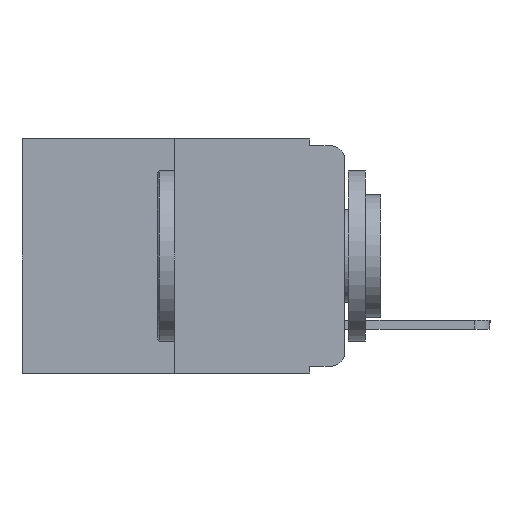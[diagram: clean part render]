
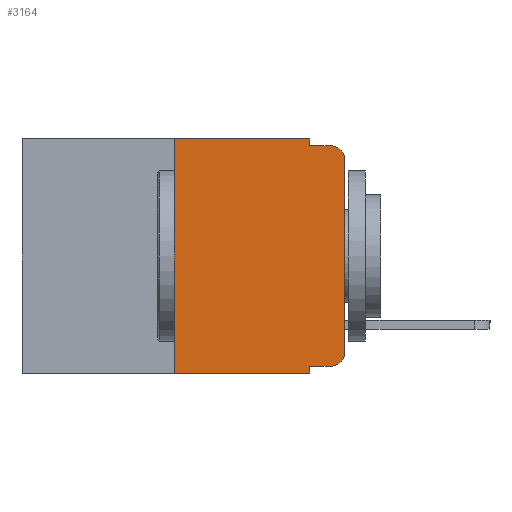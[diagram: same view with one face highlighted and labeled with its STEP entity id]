
A CAD part, left-side view. The second image highlights one B-rep face of the part: STEP entity #3164.
In plain terms, the highlighted planar face has unit normal (-1, 0, 0).
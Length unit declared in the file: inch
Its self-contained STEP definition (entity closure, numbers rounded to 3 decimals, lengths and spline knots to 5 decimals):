
#93 = CARTESIAN_POINT ( 'NONE',  ( 0., 0.02, -0.01 ) ) ;
#196 = ORIENTED_EDGE ( 'NONE', *, *, #5923, .T. ) ;
#318 = AXIS2_PLACEMENT_3D ( 'NONE', #14624, #2472, #12220 ) ;
#646 = VERTEX_POINT ( 'NONE', #13366 ) ;
#727 = EDGE_CURVE ( 'NONE', #14165, #10429, #13755, .T. ) ;
#793 = CARTESIAN_POINT ( 'NONE',  ( 0., 0.02, -0.313 ) ) ;
#982 = VERTEX_POINT ( 'NONE', #93 ) ;
#1089 = VERTEX_POINT ( 'NONE', #2808 ) ;
#1095 = DIRECTION ( 'NONE',  ( 0., 0., -1. ) ) ;
#1435 = VERTEX_POINT ( 'NONE', #3612 ) ;
#1627 = DIRECTION ( 'NONE',  ( 0., 0., 1. ) ) ;
#1702 = LINE ( 'NONE', #6749, #3229 ) ;
#1738 = EDGE_CURVE ( 'NONE', #1089, #11466, #5884, .T. ) ;
#1766 = AXIS2_PLACEMENT_3D ( 'NONE', #793, #11814, #15233 ) ;
#2047 = ORIENTED_EDGE ( 'NONE', *, *, #6533, .F. ) ;
#2075 = DIRECTION ( 'NONE',  ( 0., 0., -1. ) ) ;
#2416 = CARTESIAN_POINT ( 'NONE',  ( 0., 0.25, 0. ) ) ;
#2443 = ORIENTED_EDGE ( 'NONE', *, *, #7615, .F. ) ;
#2472 = DIRECTION ( 'NONE',  ( -1., 0., 0. ) ) ;
#2808 = CARTESIAN_POINT ( 'NONE',  ( 0., 0.051, 0. ) ) ;
#3064 = DIRECTION ( 'NONE',  ( 0., -1., 0. ) ) ;
#3164 = ADVANCED_FACE ( 'NONE', ( #9532 ), #10719, .F. ) ;
#3229 = VECTOR ( 'NONE', #12563, 39.37008 ) ;
#3396 = LINE ( 'NONE', #13185, #3533 ) ;
#3448 = LINE ( 'NONE', #9644, #11914 ) ;
#3533 = VECTOR ( 'NONE', #14465, 39.37008 ) ;
#3573 = CARTESIAN_POINT ( 'NONE',  ( 0., 0., -0.03 ) ) ;
#3612 = CARTESIAN_POINT ( 'NONE',  ( 0., 0.25, -0.343 ) ) ;
#4454 = VERTEX_POINT ( 'NONE', #14645 ) ;
#4606 = CARTESIAN_POINT ( 'NONE',  ( 0., 0.473, 0. ) ) ;
#4725 = CARTESIAN_POINT ( 'NONE',  ( 0., 0.051, -0.343 ) ) ;
#4767 = EDGE_CURVE ( 'NONE', #1435, #13073, #3448, .T. ) ;
#5014 = EDGE_CURVE ( 'NONE', #13073, #1089, #11472, .T. ) ;
#5027 = ORIENTED_EDGE ( 'NONE', *, *, #9333, .T. ) ;
#5034 = VECTOR ( 'NONE', #2075, 39.37008 ) ;
#5098 = VECTOR ( 'NONE', #1627, 39.37008 ) ;
#5249 = ORIENTED_EDGE ( 'NONE', *, *, #1738, .F. ) ;
#5683 = CARTESIAN_POINT ( 'NONE',  ( 0., 0.051, 0. ) ) ;
#5712 = DIRECTION ( 'NONE',  ( 1., 0., 0. ) ) ;
#5884 = LINE ( 'NONE', #7174, #6234 ) ;
#5923 = EDGE_CURVE ( 'NONE', #646, #4454, #1702, .T. ) ;
#6070 = EDGE_CURVE ( 'NONE', #1435, #9485, #3396, .T. ) ;
#6234 = VECTOR ( 'NONE', #1095, 39.37008 ) ;
#6533 = EDGE_CURVE ( 'NONE', #646, #9485, #11644, .T. ) ;
#6749 = CARTESIAN_POINT ( 'NONE',  ( 0., 0.051, -0.333 ) ) ;
#6784 = DIRECTION ( 'NONE',  ( 0., -1., 0. ) ) ;
#6833 = LINE ( 'NONE', #10471, #11990 ) ;
#7174 = CARTESIAN_POINT ( 'NONE',  ( 0., 0.051, 0. ) ) ;
#7273 = DIRECTION ( 'NONE',  ( 0., 0., 1. ) ) ;
#7615 = EDGE_CURVE ( 'NONE', #11466, #982, #6833, .T. ) ;
#8687 = CARTESIAN_POINT ( 'NONE',  ( 0., 0.051, -0.01 ) ) ;
#9333 = EDGE_CURVE ( 'NONE', #4454, #14165, #15263, .T. ) ;
#9485 = VERTEX_POINT ( 'NONE', #4725 ) ;
#9532 = FACE_OUTER_BOUND ( 'NONE', #14214, .T. ) ;
#9644 = CARTESIAN_POINT ( 'NONE',  ( 0., 0.25, 0. ) ) ;
#10429 = VERTEX_POINT ( 'NONE', #3573 ) ;
#10471 = CARTESIAN_POINT ( 'NONE',  ( 0., 0.051, -0.01 ) ) ;
#10636 = DIRECTION ( 'NONE',  ( 0., 0., -1. ) ) ;
#10719 = PLANE ( 'NONE',  #15736 ) ;
#11466 = VERTEX_POINT ( 'NONE', #8687 ) ;
#11472 = LINE ( 'NONE', #13950, #12461 ) ;
#11592 = CARTESIAN_POINT ( 'NONE',  ( 0., 0., 0. ) ) ;
#11644 = LINE ( 'NONE', #5683, #5034 ) ;
#11814 = DIRECTION ( 'NONE',  ( -1., 0., 0. ) ) ;
#11914 = VECTOR ( 'NONE', #7273, 39.37008 ) ;
#11990 = VECTOR ( 'NONE', #3064, 39.37008 ) ;
#12203 = CARTESIAN_POINT ( 'NONE',  ( 0., 0., -0.313 ) ) ;
#12220 = DIRECTION ( 'NONE',  ( 0., 0., -1. ) ) ;
#12461 = VECTOR ( 'NONE', #6784, 39.37008 ) ;
#12563 = DIRECTION ( 'NONE',  ( 0., -1., 0. ) ) ;
#12800 = ORIENTED_EDGE ( 'NONE', *, *, #13759, .T. ) ;
#13073 = VERTEX_POINT ( 'NONE', #2416 ) ;
#13185 = CARTESIAN_POINT ( 'NONE',  ( 0., 0.473, -0.343 ) ) ;
#13366 = CARTESIAN_POINT ( 'NONE',  ( 0., 0.051, -0.333 ) ) ;
#13439 = ORIENTED_EDGE ( 'NONE', *, *, #4767, .F. ) ;
#13616 = ORIENTED_EDGE ( 'NONE', *, *, #727, .T. ) ;
#13755 = LINE ( 'NONE', #11592, #5098 ) ;
#13759 = EDGE_CURVE ( 'NONE', #10429, #982, #13832, .T. ) ;
#13832 = CIRCLE ( 'NONE', #318, 0.02 ) ;
#13950 = CARTESIAN_POINT ( 'NONE',  ( 0., 0.473, 0. ) ) ;
#14165 = VERTEX_POINT ( 'NONE', #12203 ) ;
#14214 = EDGE_LOOP ( 'NONE', ( #13616, #12800, #2443, #5249, #14662, #13439, #15740, #2047, #196, #5027 ) ) ;
#14465 = DIRECTION ( 'NONE',  ( 0., -1., 0. ) ) ;
#14624 = CARTESIAN_POINT ( 'NONE',  ( 0., 0.02, -0.03 ) ) ;
#14645 = CARTESIAN_POINT ( 'NONE',  ( 0., 0.02, -0.333 ) ) ;
#14662 = ORIENTED_EDGE ( 'NONE', *, *, #5014, .F. ) ;
#15233 = DIRECTION ( 'NONE',  ( 0., 0., -1. ) ) ;
#15263 = CIRCLE ( 'NONE', #1766, 0.02 ) ;
#15736 = AXIS2_PLACEMENT_3D ( 'NONE', #4606, #5712, #10636 ) ;
#15740 = ORIENTED_EDGE ( 'NONE', *, *, #6070, .T. ) ;
